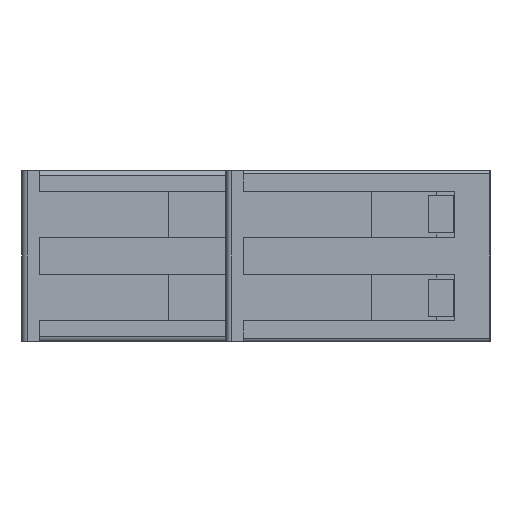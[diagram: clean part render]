
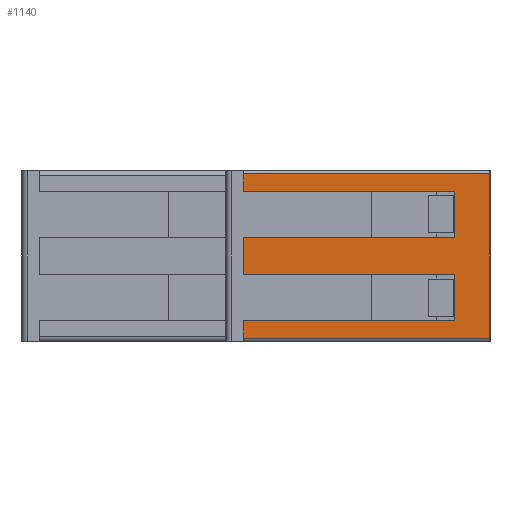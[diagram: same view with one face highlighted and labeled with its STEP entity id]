
A CAD part, left-side view. The second image highlights one B-rep face of the part: STEP entity #1140.
In plain terms, the highlighted planar face has unit normal (-1, 0, 0).
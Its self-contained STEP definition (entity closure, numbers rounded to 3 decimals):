
#1140=ADVANCED_FACE('',(#2821),#2085,.T.);
#2085=PLANE('',#18222);
#2821=FACE_OUTER_BOUND('',#3629,.T.);
#3629=EDGE_LOOP('',(#5545,#5546,#5547,#5548,#5549,#5550,#5551,#5552,#5553,
#5554,#5555,#5556));
#5545=ORIENTED_EDGE('',*,*,#12102,.T.);
#5546=ORIENTED_EDGE('',*,*,#12105,.T.);
#5547=ORIENTED_EDGE('',*,*,#11912,.F.);
#5548=ORIENTED_EDGE('',*,*,#12106,.T.);
#5549=ORIENTED_EDGE('',*,*,#12095,.T.);
#5550=ORIENTED_EDGE('',*,*,#11602,.T.);
#5551=ORIENTED_EDGE('',*,*,#12040,.F.);
#5552=ORIENTED_EDGE('',*,*,#11765,.T.);
#5553=ORIENTED_EDGE('',*,*,#12094,.T.);
#5554=ORIENTED_EDGE('',*,*,#11724,.T.);
#5555=ORIENTED_EDGE('',*,*,#12089,.F.);
#5556=ORIENTED_EDGE('',*,*,#11477,.T.);
#9780=VERTEX_POINT('',#24427);
#9781=VERTEX_POINT('',#24429);
#9905=VERTEX_POINT('',#24686);
#9906=VERTEX_POINT('',#24688);
#10004=VERTEX_POINT('',#24932);
#10005=VERTEX_POINT('',#24934);
#10042=VERTEX_POINT('',#25014);
#10043=VERTEX_POINT('',#25016);
#10154=VERTEX_POINT('',#25299);
#10155=VERTEX_POINT('',#25301);
#10277=VERTEX_POINT('',#25642);
#10281=VERTEX_POINT('',#25653);
#11477=EDGE_CURVE('',#9781,#9780,#13981,.T.);
#11602=EDGE_CURVE('',#9906,#9905,#14100,.T.);
#11724=EDGE_CURVE('',#10005,#10004,#14211,.T.);
#11765=EDGE_CURVE('',#10043,#10042,#14247,.T.);
#11912=EDGE_CURVE('',#10154,#10155,#14381,.T.);
#12040=EDGE_CURVE('',#10043,#9905,#14482,.T.);
#12089=EDGE_CURVE('',#9781,#10004,#14531,.T.);
#12094=EDGE_CURVE('',#10042,#10005,#14534,.T.);
#12095=EDGE_CURVE('',#10277,#9906,#14535,.T.);
#12102=EDGE_CURVE('',#9780,#10281,#14539,.T.);
#12105=EDGE_CURVE('',#10281,#10155,#14541,.T.);
#12106=EDGE_CURVE('',#10154,#10277,#14542,.T.);
#13981=LINE('',#24428,#16077);
#14100=LINE('',#24687,#16196);
#14211=LINE('',#24933,#16307);
#14247=LINE('',#25015,#16343);
#14381=LINE('',#25300,#16477);
#14482=LINE('',#25539,#16578);
#14531=LINE('',#25631,#16627);
#14534=LINE('',#25639,#16630);
#14535=LINE('',#25641,#16631);
#14539=LINE('',#25654,#16635);
#14541=LINE('',#25659,#16637);
#14542=LINE('',#25660,#16638);
#16077=VECTOR('',#19535,1.);
#16196=VECTOR('',#19676,1.);
#16307=VECTOR('',#19859,1.);
#16343=VECTOR('',#19911,1.);
#16477=VECTOR('',#20107,1.);
#16578=VECTOR('',#20302,1.);
#16627=VECTOR('',#20379,1.);
#16630=VECTOR('',#20388,1.);
#16631=VECTOR('',#20391,1.);
#16635=VECTOR('',#20403,1.);
#16637=VECTOR('',#20409,1.);
#16638=VECTOR('',#20410,1.);
#18222=AXIS2_PLACEMENT_3D('',#25661,#20411,#20412);
#19535=DIRECTION('',(0.,1.,0.));
#19676=DIRECTION('',(0.,-1.,0.));
#19859=DIRECTION('',(0.,-1.,0.));
#19911=DIRECTION('',(0.,1.,0.));
#20107=DIRECTION('',(0.,0.,-1.));
#20302=DIRECTION('',(0.,0.,1.));
#20379=DIRECTION('',(0.,0.,1.));
#20388=DIRECTION('',(0.,0.,-1.));
#20391=DIRECTION('',(0.,0.,-1.));
#20403=DIRECTION('',(0.,0.,-1.));
#20409=DIRECTION('',(0.,-1.,0.));
#20410=DIRECTION('',(0.,1.,0.));
#20411=DIRECTION('',(-1.,0.,0.));
#20412=DIRECTION('',(0.,0.,-1.));
#24427=CARTESIAN_POINT('',(-48.67,-36.7,1.9));
#24428=CARTESIAN_POINT('',(-48.67,-59.2,1.9));
#24429=CARTESIAN_POINT('',(-48.67,-56.,1.9));
#24686=CARTESIAN_POINT('',(-48.67,-56.,13.7));
#24687=CARTESIAN_POINT('',(-48.67,-59.2,13.7));
#24688=CARTESIAN_POINT('',(-48.67,-36.7,13.7));
#24932=CARTESIAN_POINT('',(-48.67,-56.,6.1));
#24933=CARTESIAN_POINT('',(-48.67,-59.2,6.1));
#24934=CARTESIAN_POINT('',(-48.67,-36.7,6.1));
#25014=CARTESIAN_POINT('',(-48.67,-36.7,9.5));
#25015=CARTESIAN_POINT('',(-48.67,-59.2,9.5));
#25016=CARTESIAN_POINT('',(-48.67,-56.,9.5));
#25299=CARTESIAN_POINT('',(-48.67,-59.2,15.3));
#25300=CARTESIAN_POINT('',(-48.67,-59.2,15.6));
#25301=CARTESIAN_POINT('',(-48.67,-59.2,0.3));
#25539=CARTESIAN_POINT('',(-48.67,-56.,15.6));
#25631=CARTESIAN_POINT('',(-48.67,-56.,15.6));
#25639=CARTESIAN_POINT('',(-48.67,-36.7,15.6));
#25641=CARTESIAN_POINT('',(-48.67,-36.7,15.6));
#25642=CARTESIAN_POINT('',(-48.67,-36.7,15.3));
#25653=CARTESIAN_POINT('',(-48.67,-36.7,0.3));
#25654=CARTESIAN_POINT('',(-48.67,-36.7,15.6));
#25659=CARTESIAN_POINT('',(-48.67,-59.2,0.3));
#25660=CARTESIAN_POINT('',(-48.67,-36.7,15.3));
#25661=CARTESIAN_POINT('',(-48.67,-59.2,15.6));
